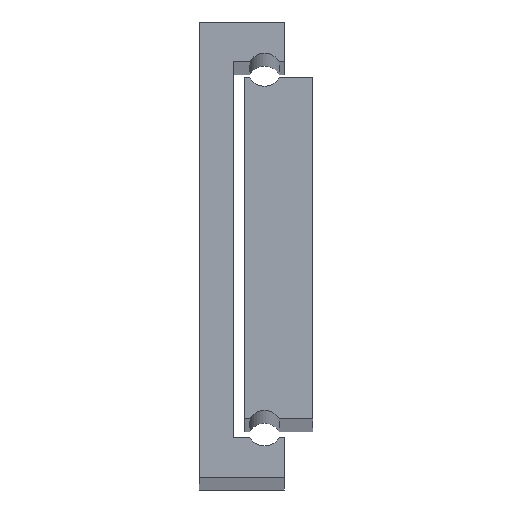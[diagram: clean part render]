
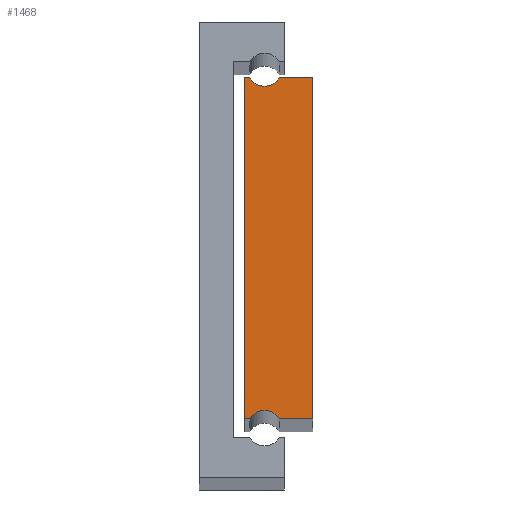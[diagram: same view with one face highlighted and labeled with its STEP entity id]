
A CAD part, top view. The second image highlights one B-rep face of the part: STEP entity #1468.
In plain terms, the highlighted planar face has unit normal (0, 0, 1).
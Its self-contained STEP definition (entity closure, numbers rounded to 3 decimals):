
#119 = CARTESIAN_POINT ( 'NONE',  ( 7.929, 18.924, 650. ) ) ;
#243 = VECTOR ( 'NONE', #2254, 1000. ) ;
#308 = DIRECTION ( 'NONE',  ( -1., 0., 0. ) ) ;
#313 = ORIENTED_EDGE ( 'NONE', *, *, #354, .T. ) ;
#354 = EDGE_CURVE ( 'NONE', #2146, #1982, #3012, .T. ) ;
#375 = CARTESIAN_POINT ( 'NONE',  ( 2.027, 18.924, 650. ) ) ;
#380 = CARTESIAN_POINT ( 'NONE',  ( -4.071, 18.924, 650. ) ) ;
#433 = DIRECTION ( 'NONE',  ( 1., 0., 0. ) ) ;
#437 = DIRECTION ( 'NONE',  ( -1., 0., 0. ) ) ;
#496 = DIRECTION ( 'NONE',  ( 0., 0., -1. ) ) ;
#546 = AXIS2_PLACEMENT_3D ( 'NONE', #1850, #877, #845 ) ;
#549 = CARTESIAN_POINT ( 'NONE',  ( -3.169, 18.924, 650. ) ) ;
#575 = VERTEX_POINT ( 'NONE', #549 ) ;
#590 = VECTOR ( 'NONE', #2270, 1000. ) ;
#657 = DIRECTION ( 'NONE',  ( 0., 0., -1. ) ) ;
#738 = EDGE_CURVE ( 'NONE', #2155, #2082, #1254, .T. ) ;
#790 = ORIENTED_EDGE ( 'NONE', *, *, #2540, .T. ) ;
#845 = DIRECTION ( 'NONE',  ( 1., 0., 0. ) ) ;
#858 = AXIS2_PLACEMENT_3D ( 'NONE', #3100, #496, #437 ) ;
#877 = DIRECTION ( 'NONE',  ( 0., 0., -1. ) ) ;
#886 = CARTESIAN_POINT ( 'NONE',  ( -0.571, 17.424, 650. ) ) ;
#913 = EDGE_LOOP ( 'NONE', ( #993, #1761, #1536, #1839, #313, #2629, #2250, #790 ) ) ;
#927 = EDGE_CURVE ( 'NONE', #575, #1702, #1578, .T. ) ;
#993 = ORIENTED_EDGE ( 'NONE', *, *, #2796, .T. ) ;
#1186 = VERTEX_POINT ( 'NONE', #2943 ) ;
#1254 = CIRCLE ( 'NONE', #546, 3. ) ;
#1309 = CARTESIAN_POINT ( 'NONE',  ( -3.169, 78.924, 650. ) ) ;
#1468 = ADVANCED_FACE ( 'NONE', ( #1936 ), #2656, .F. ) ;
#1503 = VECTOR ( 'NONE', #308, 1000. ) ;
#1520 = LINE ( 'NONE', #2466, #1503 ) ;
#1536 = ORIENTED_EDGE ( 'NONE', *, *, #927, .T. ) ;
#1567 = LINE ( 'NONE', #375, #1973 ) ;
#1578 = CIRCLE ( 'NONE', #1729, 3. ) ;
#1585 = LINE ( 'NONE', #380, #2109 ) ;
#1619 = DIRECTION ( 'NONE',  ( -1., 0., 0. ) ) ;
#1701 = CARTESIAN_POINT ( 'NONE',  ( -3.169, 78.924, 650. ) ) ;
#1702 = VERTEX_POINT ( 'NONE', #3003 ) ;
#1729 = AXIS2_PLACEMENT_3D ( 'NONE', #886, #657, #1619 ) ;
#1736 = VECTOR ( 'NONE', #2776, 1000. ) ;
#1761 = ORIENTED_EDGE ( 'NONE', *, *, #1930, .T. ) ;
#1782 = EDGE_CURVE ( 'NONE', #1702, #2146, #1567, .T. ) ;
#1839 = ORIENTED_EDGE ( 'NONE', *, *, #1782, .T. ) ;
#1850 = CARTESIAN_POINT ( 'NONE',  ( -0.571, 80.424, 650. ) ) ;
#1930 = EDGE_CURVE ( 'NONE', #1186, #575, #1585, .T. ) ;
#1936 = FACE_OUTER_BOUND ( 'NONE', #913, .T. ) ;
#1973 = VECTOR ( 'NONE', #433, 1000. ) ;
#1982 = VERTEX_POINT ( 'NONE', #2156 ) ;
#2082 = VERTEX_POINT ( 'NONE', #1701 ) ;
#2083 = CARTESIAN_POINT ( 'NONE',  ( -4.071, 78.924, 650. ) ) ;
#2109 = VECTOR ( 'NONE', #3007, 1000. ) ;
#2146 = VERTEX_POINT ( 'NONE', #2980 ) ;
#2155 = VERTEX_POINT ( 'NONE', #2869 ) ;
#2156 = CARTESIAN_POINT ( 'NONE',  ( 7.929, 78.924, 650. ) ) ;
#2250 = ORIENTED_EDGE ( 'NONE', *, *, #738, .T. ) ;
#2254 = DIRECTION ( 'NONE',  ( 0., -1., 0. ) ) ;
#2270 = DIRECTION ( 'NONE',  ( -1., 0., 0. ) ) ;
#2466 = CARTESIAN_POINT ( 'NONE',  ( 7.929, 78.924, 650. ) ) ;
#2526 = LINE ( 'NONE', #2083, #243 ) ;
#2540 = EDGE_CURVE ( 'NONE', #2082, #2777, #2743, .T. ) ;
#2588 = EDGE_CURVE ( 'NONE', #1982, #2155, #1520, .T. ) ;
#2629 = ORIENTED_EDGE ( 'NONE', *, *, #2588, .T. ) ;
#2656 = PLANE ( 'NONE',  #858 ) ;
#2743 = LINE ( 'NONE', #1309, #590 ) ;
#2776 = DIRECTION ( 'NONE',  ( 0., 1., 0. ) ) ;
#2777 = VERTEX_POINT ( 'NONE', #2804 ) ;
#2796 = EDGE_CURVE ( 'NONE', #2777, #1186, #2526, .T. ) ;
#2804 = CARTESIAN_POINT ( 'NONE',  ( -4.071, 78.924, 650. ) ) ;
#2869 = CARTESIAN_POINT ( 'NONE',  ( 2.027, 78.924, 650. ) ) ;
#2943 = CARTESIAN_POINT ( 'NONE',  ( -4.071, 18.924, 650. ) ) ;
#2980 = CARTESIAN_POINT ( 'NONE',  ( 7.929, 18.924, 650. ) ) ;
#3003 = CARTESIAN_POINT ( 'NONE',  ( 2.027, 18.924, 650. ) ) ;
#3007 = DIRECTION ( 'NONE',  ( 1., 0., 0. ) ) ;
#3012 = LINE ( 'NONE', #119, #1736 ) ;
#3100 = CARTESIAN_POINT ( 'NONE',  ( -0.571, 17.424, 650. ) ) ;
